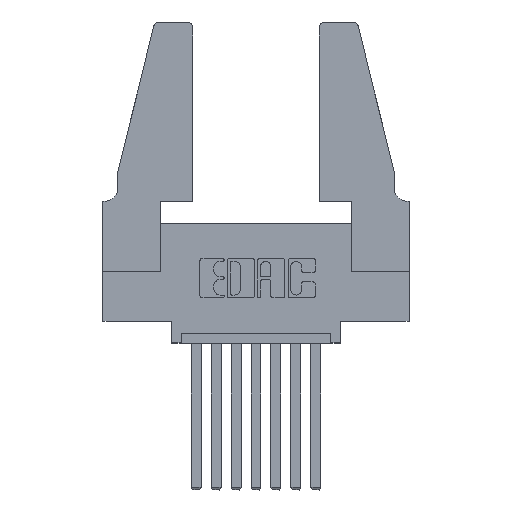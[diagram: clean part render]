
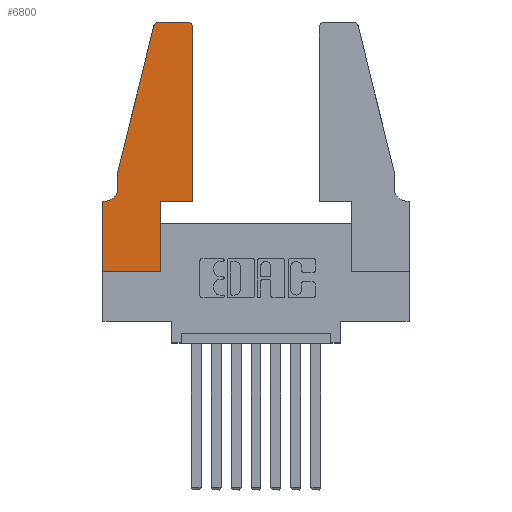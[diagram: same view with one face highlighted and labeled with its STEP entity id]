
A CAD part, top view. The second image highlights one B-rep face of the part: STEP entity #6800.
In plain terms, the highlighted planar face has unit normal (0, 0, 1).
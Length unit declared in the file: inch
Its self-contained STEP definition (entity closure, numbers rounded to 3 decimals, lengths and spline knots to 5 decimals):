
#7 = VERTEX_POINT ( 'NONE', #6107 ) ;
#237 = CARTESIAN_POINT ( 'NONE',  ( 0., 0.35, 0.37 ) ) ;
#335 = VERTEX_POINT ( 'NONE', #9253 ) ;
#369 = ORIENTED_EDGE ( 'NONE', *, *, #5232, .T. ) ;
#403 = AXIS2_PLACEMENT_3D ( 'NONE', #237, #6795, #6880 ) ;
#891 = EDGE_CURVE ( 'NONE', #9639, #1564, #9987, .T. ) ;
#990 = EDGE_CURVE ( 'NONE', #7, #6647, #9557, .T. ) ;
#1174 = CARTESIAN_POINT ( 'NONE',  ( 0.284, 1.22, 0.37 ) ) ;
#1191 = LINE ( 'NONE', #5469, #11567 ) ;
#1290 = LINE ( 'NONE', #1727, #7740 ) ;
#1338 = EDGE_CURVE ( 'NONE', #6647, #9639, #2060, .T. ) ;
#1392 = ORIENTED_EDGE ( 'NONE', *, *, #9589, .T. ) ;
#1437 = VERTEX_POINT ( 'NONE', #11218 ) ;
#1512 = CARTESIAN_POINT ( 'NONE',  ( 0., 0.35, 0.37 ) ) ;
#1564 = VERTEX_POINT ( 'NONE', #1512 ) ;
#1727 = CARTESIAN_POINT ( 'NONE',  ( 0., 0., 0.37 ) ) ;
#1980 = EDGE_CURVE ( 'NONE', #1437, #7, #1191, .T. ) ;
#2055 = LINE ( 'NONE', #4044, #5291 ) ;
#2060 = CIRCLE ( 'NONE', #10222, 0.07 ) ;
#2071 = VECTOR ( 'NONE', #4684, 39.37008 ) ;
#2302 = ORIENTED_EDGE ( 'NONE', *, *, #5189, .T. ) ;
#2398 = LINE ( 'NONE', #6734, #5780 ) ;
#2468 = CARTESIAN_POINT ( 'NONE',  ( 0.2865, 0.35, 0.37 ) ) ;
#2510 = DIRECTION ( 'NONE',  ( 1., 0., 0. ) ) ;
#2642 = ORIENTED_EDGE ( 'NONE', *, *, #990, .T. ) ;
#2651 = CARTESIAN_POINT ( 'NONE',  ( 0.2865, 0.35, 0.37 ) ) ;
#2877 = CARTESIAN_POINT ( 'NONE',  ( 0.4205, 1.25, 0.37 ) ) ;
#3188 = EDGE_CURVE ( 'NONE', #1564, #11013, #1290, .T. ) ;
#3307 = CARTESIAN_POINT ( 'NONE',  ( 0.2865, 0., 0.37 ) ) ;
#3526 = DIRECTION ( 'NONE',  ( -0.239, -0.971, 0. ) ) ;
#3595 = DIRECTION ( 'NONE',  ( 0., -1., 0. ) ) ;
#3628 = ORIENTED_EDGE ( 'NONE', *, *, #4796, .T. ) ;
#4044 = CARTESIAN_POINT ( 'NONE',  ( 0.4505, 0.35, 0.37 ) ) ;
#4210 = DIRECTION ( 'NONE',  ( 0., 0., -1. ) ) ;
#4363 = CARTESIAN_POINT ( 'NONE',  ( 0.4205, 1.22, 0.37 ) ) ;
#4600 = VECTOR ( 'NONE', #11631, 39.37008 ) ;
#4684 = DIRECTION ( 'NONE',  ( 0., -1., 0. ) ) ;
#4724 = CARTESIAN_POINT ( 'NONE',  ( 0.0755, 0.5, 0.37 ) ) ;
#4796 = EDGE_CURVE ( 'NONE', #335, #5183, #8579, .T. ) ;
#4883 = ORIENTED_EDGE ( 'NONE', *, *, #3188, .T. ) ;
#5041 = CARTESIAN_POINT ( 'NONE',  ( 0., 0., 0.37 ) ) ;
#5048 = DIRECTION ( 'NONE',  ( 0., 1., 0. ) ) ;
#5183 = VERTEX_POINT ( 'NONE', #2877 ) ;
#5189 = EDGE_CURVE ( 'NONE', #5183, #9526, #2398, .T. ) ;
#5190 = CARTESIAN_POINT ( 'NONE',  ( 0., 0., 0.37 ) ) ;
#5232 = EDGE_CURVE ( 'NONE', #11013, #5490, #11338, .T. ) ;
#5289 = ORIENTED_EDGE ( 'NONE', *, *, #7037, .T. ) ;
#5291 = VECTOR ( 'NONE', #5048, 39.37008 ) ;
#5342 = CARTESIAN_POINT ( 'NONE',  ( 0.0055, 0.35, 0.37 ) ) ;
#5469 = CARTESIAN_POINT ( 'NONE',  ( 0.0755, 0.5, 0.37 ) ) ;
#5490 = VERTEX_POINT ( 'NONE', #3307 ) ;
#5780 = VECTOR ( 'NONE', #9631, 39.37008 ) ;
#5922 = DIRECTION ( 'NONE',  ( 1., 0., 0. ) ) ;
#6080 = CARTESIAN_POINT ( 'NONE',  ( 0.0055, 0.42, 0.37 ) ) ;
#6107 = CARTESIAN_POINT ( 'NONE',  ( 0.0755, 0.5, 0.37 ) ) ;
#6576 = CARTESIAN_POINT ( 'NONE',  ( 0.0755, 0.42, 0.37 ) ) ;
#6647 = VERTEX_POINT ( 'NONE', #6576 ) ;
#6698 = PLANE ( 'NONE',  #403 ) ;
#6734 = CARTESIAN_POINT ( 'NONE',  ( 0.2605, 1.25, 0.37 ) ) ;
#6772 = ORIENTED_EDGE ( 'NONE', *, *, #1338, .T. ) ;
#6795 = DIRECTION ( 'NONE',  ( 0., 0., 1. ) ) ;
#6800 = ADVANCED_FACE ( 'NONE', ( #10406 ), #6698, .T. ) ;
#6880 = DIRECTION ( 'NONE',  ( 1., 0., 0. ) ) ;
#7037 = EDGE_CURVE ( 'NONE', #11060, #335, #2055, .T. ) ;
#7239 = CARTESIAN_POINT ( 'NONE',  ( 0.0755, 0.35, 0.37 ) ) ;
#7270 = DIRECTION ( 'NONE',  ( 0., 1., 0. ) ) ;
#7296 = VECTOR ( 'NONE', #7270, 39.37008 ) ;
#7641 = DIRECTION ( 'NONE',  ( 0., 0., 1. ) ) ;
#7740 = VECTOR ( 'NONE', #3595, 39.37008 ) ;
#7834 = EDGE_CURVE ( 'NONE', #9526, #1437, #11137, .T. ) ;
#8172 = CARTESIAN_POINT ( 'NONE',  ( 0.4505, 0.35, 0.37 ) ) ;
#8248 = DIRECTION ( 'NONE',  ( 1., 0., 0. ) ) ;
#8462 = AXIS2_PLACEMENT_3D ( 'NONE', #4363, #10931, #8248 ) ;
#8579 = CIRCLE ( 'NONE', #8462, 0.03 ) ;
#9164 = VERTEX_POINT ( 'NONE', #2651 ) ;
#9196 = LINE ( 'NONE', #2468, #7296 ) ;
#9212 = ORIENTED_EDGE ( 'NONE', *, *, #9701, .T. ) ;
#9253 = CARTESIAN_POINT ( 'NONE',  ( 0.4505, 1.22, 0.37 ) ) ;
#9467 = EDGE_LOOP ( 'NONE', ( #2302, #10212, #10240, #2642, #6772, #10988, #4883, #369, #9212, #1392, #5289, #3628 ) ) ;
#9526 = VERTEX_POINT ( 'NONE', #9728 ) ;
#9557 = LINE ( 'NONE', #4724, #2071 ) ;
#9589 = EDGE_CURVE ( 'NONE', #9164, #11060, #12100, .T. ) ;
#9631 = DIRECTION ( 'NONE',  ( -1., 0., 0. ) ) ;
#9639 = VERTEX_POINT ( 'NONE', #5342 ) ;
#9701 = EDGE_CURVE ( 'NONE', #5490, #9164, #9196, .T. ) ;
#9728 = CARTESIAN_POINT ( 'NONE',  ( 0.284, 1.25, 0.37 ) ) ;
#9783 = VECTOR ( 'NONE', #2510, 39.37008 ) ;
#9840 = VECTOR ( 'NONE', #11149, 39.37008 ) ;
#9882 = AXIS2_PLACEMENT_3D ( 'NONE', #1174, #7641, #5922 ) ;
#9987 = LINE ( 'NONE', #7239, #9840 ) ;
#10212 = ORIENTED_EDGE ( 'NONE', *, *, #7834, .T. ) ;
#10222 = AXIS2_PLACEMENT_3D ( 'NONE', #6080, #4210, #11871 ) ;
#10240 = ORIENTED_EDGE ( 'NONE', *, *, #1980, .T. ) ;
#10406 = FACE_OUTER_BOUND ( 'NONE', #9467, .T. ) ;
#10931 = DIRECTION ( 'NONE',  ( 0., 0., 1. ) ) ;
#10952 = CARTESIAN_POINT ( 'NONE',  ( 0.4505, 0.35, 0.37 ) ) ;
#10988 = ORIENTED_EDGE ( 'NONE', *, *, #891, .T. ) ;
#11013 = VERTEX_POINT ( 'NONE', #5190 ) ;
#11060 = VERTEX_POINT ( 'NONE', #10952 ) ;
#11137 = CIRCLE ( 'NONE', #9882, 0.03 ) ;
#11149 = DIRECTION ( 'NONE',  ( -1., 0., 0. ) ) ;
#11218 = CARTESIAN_POINT ( 'NONE',  ( 0.25487, 1.22718, 0.37 ) ) ;
#11338 = LINE ( 'NONE', #5041, #4600 ) ;
#11567 = VECTOR ( 'NONE', #3526, 39.37008 ) ;
#11631 = DIRECTION ( 'NONE',  ( 1., 0., 0. ) ) ;
#11871 = DIRECTION ( 'NONE',  ( -1., 0., 0. ) ) ;
#12100 = LINE ( 'NONE', #8172, #9783 ) ;
